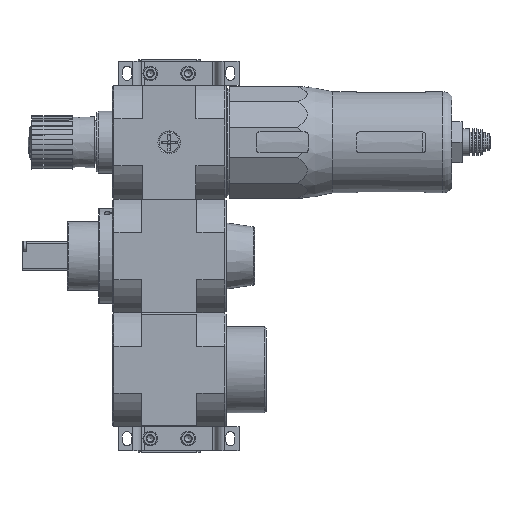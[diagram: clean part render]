
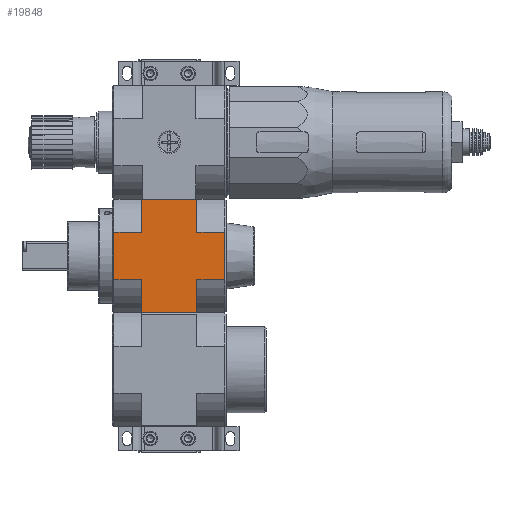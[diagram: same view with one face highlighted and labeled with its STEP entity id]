
A CAD part, left-side view. The second image highlights one B-rep face of the part: STEP entity #19848.
In plain terms, the highlighted face is planar.
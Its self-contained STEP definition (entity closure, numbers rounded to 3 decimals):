
#5071=ORIENTED_EDGE('',*,*,#9254,.T.);
#5072=ORIENTED_EDGE('',*,*,#9255,.F.);
#5073=ORIENTED_EDGE('',*,*,#9256,.T.);
#5074=ORIENTED_EDGE('',*,*,#9238,.T.);
#5075=ORIENTED_EDGE('',*,*,#9257,.F.);
#5076=ORIENTED_EDGE('',*,*,#9258,.F.);
#5077=ORIENTED_EDGE('',*,*,#9259,.F.);
#5078=ORIENTED_EDGE('',*,*,#9260,.F.);
#5079=ORIENTED_EDGE('',*,*,#9261,.F.);
#5080=ORIENTED_EDGE('',*,*,#9246,.T.);
#5081=ORIENTED_EDGE('',*,*,#9262,.T.);
#5082=ORIENTED_EDGE('',*,*,#9263,.F.);
#9238=EDGE_CURVE('',#11590,#11589,#13062,.T.);
#9246=EDGE_CURVE('',#11597,#11596,#13067,.T.);
#9254=EDGE_CURVE('',#11603,#11604,#13075,.T.);
#9255=EDGE_CURVE('',#11605,#11604,#13076,.F.);
#9256=EDGE_CURVE('',#11605,#11590,#13077,.T.);
#9257=EDGE_CURVE('',#11606,#11589,#13078,.T.);
#9258=EDGE_CURVE('',#11607,#11606,#13079,.F.);
#9259=EDGE_CURVE('',#11608,#11607,#13080,.T.);
#9260=EDGE_CURVE('',#11609,#11608,#13081,.T.);
#9261=EDGE_CURVE('',#11597,#11609,#13082,.T.);
#9262=EDGE_CURVE('',#11596,#11610,#13083,.T.);
#9263=EDGE_CURVE('',#11603,#11610,#13084,.T.);
#11589=VERTEX_POINT('',#40180);
#11590=VERTEX_POINT('',#40182);
#11596=VERTEX_POINT('',#40196);
#11597=VERTEX_POINT('',#40198);
#11603=VERTEX_POINT('',#40213);
#11604=VERTEX_POINT('',#40214);
#11605=VERTEX_POINT('',#40216);
#11606=VERTEX_POINT('',#40219);
#11607=VERTEX_POINT('',#40221);
#11608=VERTEX_POINT('',#40223);
#11609=VERTEX_POINT('',#40225);
#11610=VERTEX_POINT('',#40228);
#13062=LINE('',#40181,#14516);
#13067=LINE('',#40197,#14521);
#13075=LINE('',#40212,#14529);
#13076=LINE('',#40215,#14530);
#13077=LINE('',#40217,#14531);
#13078=LINE('',#40218,#14532);
#13079=LINE('',#40220,#14533);
#13080=LINE('',#40222,#14534);
#13081=LINE('',#40224,#14535);
#13082=LINE('',#40226,#14536);
#13083=LINE('',#40227,#14537);
#13084=LINE('',#40229,#14538);
#14516=VECTOR('',#33222,1000.);
#14521=VECTOR('',#33235,1000.);
#14529=VECTOR('',#33245,1000.);
#14530=VECTOR('',#33246,1000.);
#14531=VECTOR('',#33247,1000.);
#14532=VECTOR('',#33248,1000.);
#14533=VECTOR('',#33249,1000.);
#14534=VECTOR('',#33250,1000.);
#14535=VECTOR('',#33251,1000.);
#14536=VECTOR('',#33252,1000.);
#14537=VECTOR('',#33253,1000.);
#14538=VECTOR('',#33254,1000.);
#16109=EDGE_LOOP('',(#5071,#5072,#5073,#5074,#5075,#5076,#5077,#5078,#5079,
#5080,#5081,#5082));
#17758=FACE_BOUND('',#16109,.T.);
#18857=PLANE('',#28789);
#19848=ADVANCED_FACE('',(#17758),#18857,.T.);
#28789=AXIS2_PLACEMENT_3D('',#40211,#33243,#33244);
#33222=DIRECTION('',(0.,-1.,0.));
#33235=DIRECTION('',(0.,1.,0.));
#33243=DIRECTION('',(0.,0.,1.));
#33244=DIRECTION('',(1.,0.,0.));
#33245=DIRECTION('',(-1.,0.,0.));
#33246=DIRECTION('',(0.,-1.,0.));
#33247=DIRECTION('',(-1.,0.,0.));
#33248=DIRECTION('',(-1.,0.,0.));
#33249=DIRECTION('',(0.,-1.,0.));
#33250=DIRECTION('',(-1.,0.,0.));
#33251=DIRECTION('',(0.,-1.,0.));
#33252=DIRECTION('',(-1.,0.,0.));
#33253=DIRECTION('',(-1.,0.,0.));
#33254=DIRECTION('',(0.,-1.,0.));
#40180=CARTESIAN_POINT('',(-33.,-16.,33.));
#40181=CARTESIAN_POINT('',(-33.,32.2,33.));
#40182=CARTESIAN_POINT('',(-33.,16.,33.));
#40196=CARTESIAN_POINT('',(33.,16.,33.));
#40197=CARTESIAN_POINT('',(33.,-32.2,33.));
#40198=CARTESIAN_POINT('',(33.,-16.,33.));
#40211=CARTESIAN_POINT('',(0.,0.,33.));
#40212=CARTESIAN_POINT('',(33.,32.2,33.));
#40213=CARTESIAN_POINT('',(13.75,32.2,33.));
#40214=CARTESIAN_POINT('',(-13.75,32.2,33.));
#40215=CARTESIAN_POINT('',(-13.75,50.,33.));
#40216=CARTESIAN_POINT('',(-13.75,16.,33.));
#40217=CARTESIAN_POINT('',(0.,16.,33.));
#40218=CARTESIAN_POINT('',(0.,-16.,33.));
#40219=CARTESIAN_POINT('',(-13.75,-16.,33.));
#40220=CARTESIAN_POINT('',(-13.75,-16.,33.));
#40221=CARTESIAN_POINT('',(-13.75,-32.2,33.));
#40222=CARTESIAN_POINT('',(33.,-32.2,33.));
#40223=CARTESIAN_POINT('',(13.75,-32.2,33.));
#40224=CARTESIAN_POINT('',(13.75,-16.,33.));
#40225=CARTESIAN_POINT('',(13.75,-16.,33.));
#40226=CARTESIAN_POINT('',(0.,-16.,33.));
#40227=CARTESIAN_POINT('',(0.,16.,33.));
#40228=CARTESIAN_POINT('',(13.75,16.,33.));
#40229=CARTESIAN_POINT('',(13.75,50.,33.));
